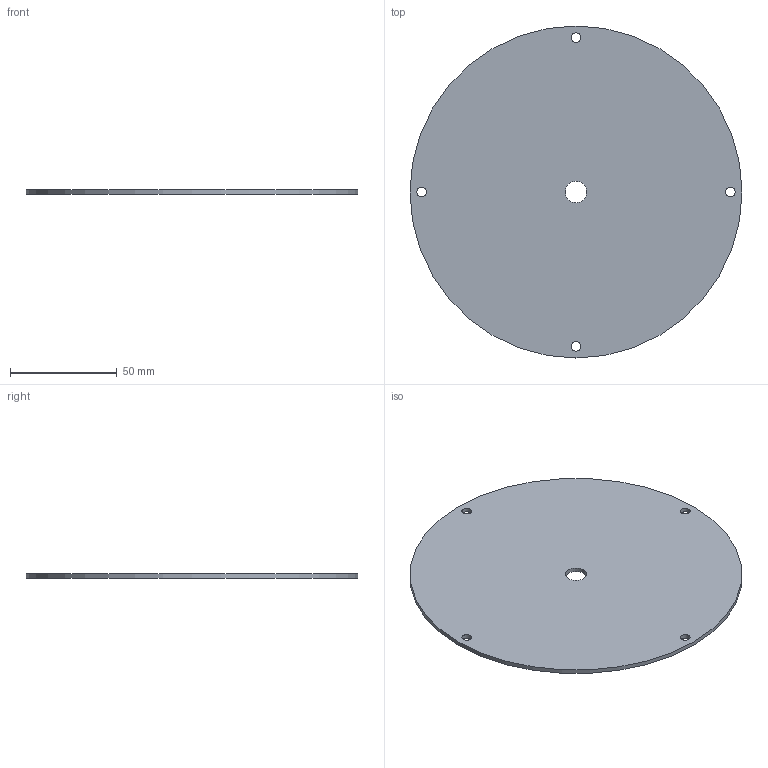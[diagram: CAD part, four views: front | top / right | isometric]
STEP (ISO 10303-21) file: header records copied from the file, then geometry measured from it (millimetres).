
FILE_DESCRIPTION (( 'STEP AP203' ), '1' );
FILE_NAME ('Synjet_Plexi_TB.STEP', '2026-01-20T11:21:56', ( '' ), ( '' ), 'SwSTEP 2.0', 'SolidWorks 2024', '' );
FILE_SCHEMA (( 'CONFIG_CONTROL_DESIGN' ));
Length unit declared in the file: millimetre
Products named in the file (1): Synjet_Plexi_TB
Bounding box: 155.8 x 155.8 x 2 mm (x, y, z)
Volume: 37844.6 mm3; surface area: 38999.5 mm2
Topology: 1 solids, 1 shells, 8 faces, 18 edges, 12 vertices
Faces by surface type: cylinder 6, plane 2
Full cylindrical faces by diameter (mm): 4.5 x4, 10 x1, 155.8 x1
Entity records: 299 total; most frequent: DIRECTION 42, CARTESIAN_POINT 33, EDGE_LOOP 24, ORIENTED_EDGE 24, AXIS2_PLACEMENT_3D 21, FACE_OUTER_BOUND 14, VERTEX_POINT 12, EDGE_CURVE 12
